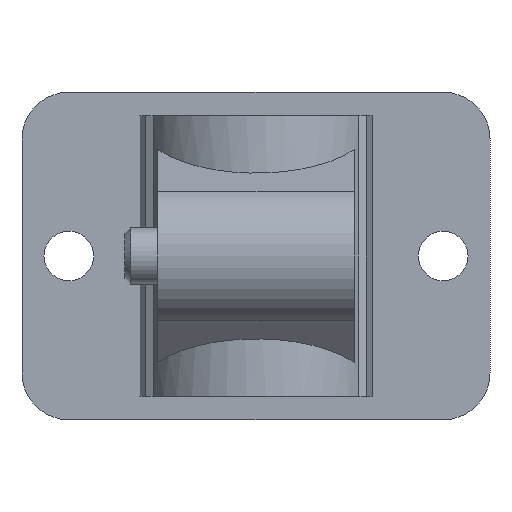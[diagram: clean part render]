
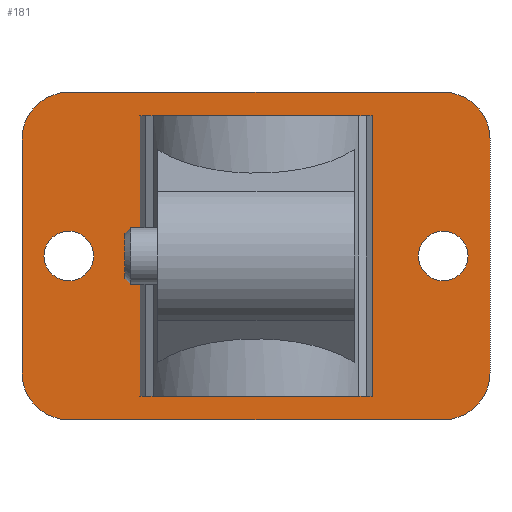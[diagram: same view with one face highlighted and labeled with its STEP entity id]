
A CAD part, left-side view. The second image highlights one B-rep face of the part: STEP entity #181.
In plain terms, the highlighted planar face has unit normal (-1, 0, 0).
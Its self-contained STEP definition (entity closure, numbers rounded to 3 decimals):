
#181 = ADVANCED_FACE( '', ( #431, #432, #433, #434 ), #435, .F. );
#431 = FACE_BOUND( '', #775, .T. );
#432 = FACE_BOUND( '', #776, .T. );
#433 = FACE_BOUND( '', #777, .T. );
#434 = FACE_OUTER_BOUND( '', #778, .T. );
#435 = PLANE( '', #779 );
#775 = EDGE_LOOP( '', ( #1243 ) );
#776 = EDGE_LOOP( '', ( #1244 ) );
#777 = EDGE_LOOP( '', ( #1245, #1246, #1247, #1248 ) );
#778 = EDGE_LOOP( '', ( #1249, #1250, #1251, #1252, #1253, #1254, #1255, #1256 ) );
#779 = AXIS2_PLACEMENT_3D( '', #1257, #1258, #1259 );
#1243 = ORIENTED_EDGE( '', *, *, #1971, .T. );
#1244 = ORIENTED_EDGE( '', *, *, #1972, .T. );
#1245 = ORIENTED_EDGE( '', *, *, #1973, .F. );
#1246 = ORIENTED_EDGE( '', *, *, #1974, .T. );
#1247 = ORIENTED_EDGE( '', *, *, #1975, .T. );
#1248 = ORIENTED_EDGE( '', *, *, #1946, .T. );
#1249 = ORIENTED_EDGE( '', *, *, #1976, .F. );
#1250 = ORIENTED_EDGE( '', *, *, #1977, .F. );
#1251 = ORIENTED_EDGE( '', *, *, #1978, .F. );
#1252 = ORIENTED_EDGE( '', *, *, #1979, .F. );
#1253 = ORIENTED_EDGE( '', *, *, #1980, .F. );
#1254 = ORIENTED_EDGE( '', *, *, #1981, .F. );
#1255 = ORIENTED_EDGE( '', *, *, #1951, .F. );
#1256 = ORIENTED_EDGE( '', *, *, #1982, .F. );
#1257 = CARTESIAN_POINT( '', ( 12.99, 20., 27.5 ) );
#1258 = DIRECTION( '', ( 1., 0., 0. ) );
#1259 = DIRECTION( '', ( 0., 0., -1. ) );
#1946 = EDGE_CURVE( '', #2321, #2322, #2323, .T. );
#1951 = EDGE_CURVE( '', #2330, #2331, #2332, .T. );
#1971 = EDGE_CURVE( '', #2364, #2364, #2365, .T. );
#1972 = EDGE_CURVE( '', #2366, #2366, #2367, .T. );
#1973 = EDGE_CURVE( '', #2368, #2322, #2369, .T. );
#1974 = EDGE_CURVE( '', #2368, #2370, #2371, .T. );
#1975 = EDGE_CURVE( '', #2370, #2321, #2372, .T. );
#1976 = EDGE_CURVE( '', #2373, #2374, #2375, .T. );
#1977 = EDGE_CURVE( '', #2376, #2373, #2377, .T. );
#1978 = EDGE_CURVE( '', #2378, #2376, #2379, .T. );
#1979 = EDGE_CURVE( '', #2380, #2378, #2381, .T. );
#1980 = EDGE_CURVE( '', #2382, #2380, #2383, .T. );
#1981 = EDGE_CURVE( '', #2331, #2382, #2384, .T. );
#1982 = EDGE_CURVE( '', #2374, #2330, #2385, .T. );
#2321 = VERTEX_POINT( '', #2863 );
#2322 = VERTEX_POINT( '', #2864 );
#2323 = LINE( '', #2865, #2866 );
#2330 = VERTEX_POINT( '', #2876 );
#2331 = VERTEX_POINT( '', #2877 );
#2332 = CIRCLE( '', #2878, 5. );
#2364 = VERTEX_POINT( '', #2925 );
#2365 = CIRCLE( '', #2926, 2.65 );
#2366 = VERTEX_POINT( '', #2927 );
#2367 = CIRCLE( '', #2928, 2.65 );
#2368 = VERTEX_POINT( '', #2929 );
#2369 = LINE( '', #2930, #2931 );
#2370 = VERTEX_POINT( '', #2932 );
#2371 = LINE( '', #2933, #2934 );
#2372 = LINE( '', #2935, #2936 );
#2373 = VERTEX_POINT( '', #2937 );
#2374 = VERTEX_POINT( '', #2938 );
#2375 = CIRCLE( '', #2939, 5. );
#2376 = VERTEX_POINT( '', #2940 );
#2377 = LINE( '', #2941, #2942 );
#2378 = VERTEX_POINT( '', #2943 );
#2379 = CIRCLE( '', #2944, 5. );
#2380 = VERTEX_POINT( '', #2945 );
#2381 = LINE( '', #2946, #2947 );
#2382 = VERTEX_POINT( '', #2948 );
#2383 = CIRCLE( '', #2949, 5. );
#2384 = LINE( '', #2950, #2951 );
#2385 = LINE( '', #2952, #2953 );
#2863 = CARTESIAN_POINT( '', ( 12.99, 8.998, 0. ) );
#2864 = CARTESIAN_POINT( '', ( 12.99, 8.998, 30. ) );
#2865 = CARTESIAN_POINT( '', ( 12.99, 8.998, 30. ) );
#2866 = VECTOR( '', #3373, 1000. );
#2876 = CARTESIAN_POINT( '', ( 12.99, -20., 32.5 ) );
#2877 = CARTESIAN_POINT( '', ( 12.99, -25., 27.5 ) );
#2878 = AXIS2_PLACEMENT_3D( '', #3377, #3378, #3379 );
#2925 = CARTESIAN_POINT( '', ( 12.99, -20., 12.35 ) );
#2926 = AXIS2_PLACEMENT_3D( '', #3398, #3399, #3400 );
#2927 = CARTESIAN_POINT( '', ( 12.99, 20., 12.35 ) );
#2928 = AXIS2_PLACEMENT_3D( '', #3401, #3402, #3403 );
#2929 = CARTESIAN_POINT( '', ( 12.99, -8.998, 30. ) );
#2930 = CARTESIAN_POINT( '', ( 12.99, 0., 30. ) );
#2931 = VECTOR( '', #3404, 1000. );
#2932 = CARTESIAN_POINT( '', ( 12.99, -8.998, 0. ) );
#2933 = CARTESIAN_POINT( '', ( 12.99, -8.998, 30. ) );
#2934 = VECTOR( '', #3405, 1000. );
#2935 = CARTESIAN_POINT( '', ( 12.99, 0., 0. ) );
#2936 = VECTOR( '', #3406, 1000. );
#2937 = CARTESIAN_POINT( '', ( 12.99, 25., 27.5 ) );
#2938 = CARTESIAN_POINT( '', ( 12.99, 20., 32.5 ) );
#2939 = AXIS2_PLACEMENT_3D( '', #3407, #3408, #3409 );
#2940 = CARTESIAN_POINT( '', ( 12.99, 25., 2.5 ) );
#2941 = CARTESIAN_POINT( '', ( 12.99, 25., 2.5 ) );
#2942 = VECTOR( '', #3410, 1000. );
#2943 = CARTESIAN_POINT( '', ( 12.99, 20., -2.5 ) );
#2944 = AXIS2_PLACEMENT_3D( '', #3411, #3412, #3413 );
#2945 = CARTESIAN_POINT( '', ( 12.99, -20., -2.5 ) );
#2946 = CARTESIAN_POINT( '', ( 12.99, -20., -2.5 ) );
#2947 = VECTOR( '', #3414, 1000. );
#2948 = CARTESIAN_POINT( '', ( 12.99, -25., 2.5 ) );
#2949 = AXIS2_PLACEMENT_3D( '', #3415, #3416, #3417 );
#2950 = CARTESIAN_POINT( '', ( 12.99, -25., 27.5 ) );
#2951 = VECTOR( '', #3418, 1000. );
#2952 = CARTESIAN_POINT( '', ( 12.99, 20., 32.5 ) );
#2953 = VECTOR( '', #3419, 1000. );
#3373 = DIRECTION( '', ( 0., 0., 1. ) );
#3377 = CARTESIAN_POINT( '', ( 12.99, -20., 27.5 ) );
#3378 = DIRECTION( '', ( 1., 0., 0. ) );
#3379 = DIRECTION( '', ( 0., 0., -1. ) );
#3398 = CARTESIAN_POINT( '', ( 12.99, -20., 15. ) );
#3399 = DIRECTION( '', ( 1., 0., 0. ) );
#3400 = DIRECTION( '', ( 0., 0., -1. ) );
#3401 = CARTESIAN_POINT( '', ( 12.99, 20., 15. ) );
#3402 = DIRECTION( '', ( 1., 0., 0. ) );
#3403 = DIRECTION( '', ( 0., 0., -1. ) );
#3404 = DIRECTION( '', ( 0., 1., 0. ) );
#3405 = DIRECTION( '', ( 0., 0., -1. ) );
#3406 = DIRECTION( '', ( 0., 1., 0. ) );
#3407 = CARTESIAN_POINT( '', ( 12.99, 20., 27.5 ) );
#3408 = DIRECTION( '', ( 1., 0., 0. ) );
#3409 = DIRECTION( '', ( 0., 0., -1. ) );
#3410 = DIRECTION( '', ( 0., 0., 1. ) );
#3411 = CARTESIAN_POINT( '', ( 12.99, 20., 2.5 ) );
#3412 = DIRECTION( '', ( 1., 0., 0. ) );
#3413 = DIRECTION( '', ( 0., 0., -1. ) );
#3414 = DIRECTION( '', ( 0., 1., 0. ) );
#3415 = CARTESIAN_POINT( '', ( 12.99, -20., 2.5 ) );
#3416 = DIRECTION( '', ( 1., 0., 0. ) );
#3417 = DIRECTION( '', ( 0., 0., -1. ) );
#3418 = DIRECTION( '', ( 0., 0., -1. ) );
#3419 = DIRECTION( '', ( 0., -1., 0. ) );
